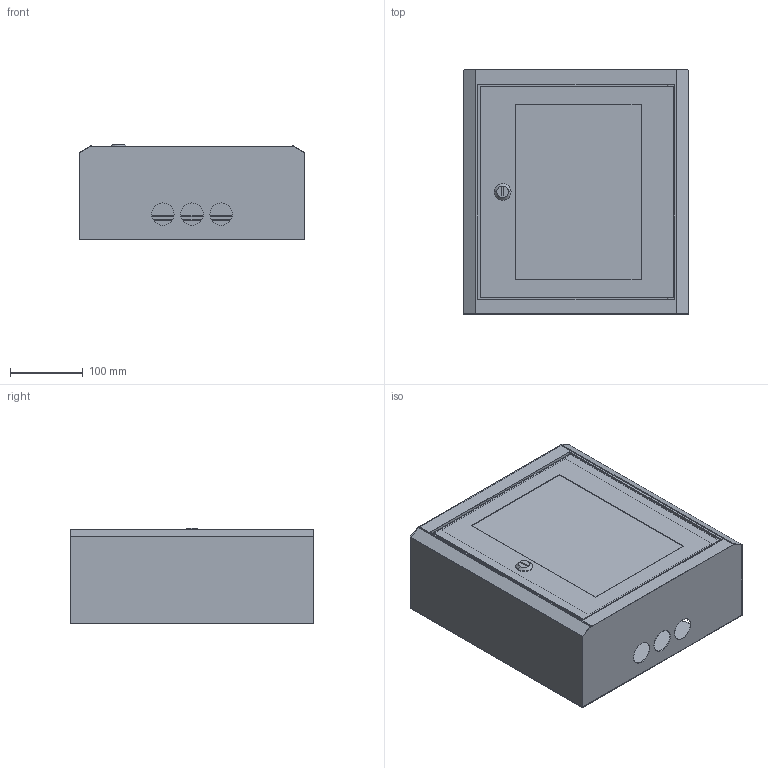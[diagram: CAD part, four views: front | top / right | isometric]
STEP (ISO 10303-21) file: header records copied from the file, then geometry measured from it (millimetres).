
FILE_DESCRIPTION (( 'STEP AP214' ), '1' );
FILE_NAME ('TITAN 5 ÙÐí-12 ñ ïð.äâ IP31.STEP', '2021-03-18T11:30:52', ( '' ), ( '' ), 'SwSTEP 2.0', 'SolidWorks 2017', '' );
FILE_SCHEMA (( 'AUTOMOTIVE_DESIGN' ));
Length unit declared in the file: millimetre
Products named in the file (11): Panel_ShRN-12; Dver_PRO_12; TITAN 5 ÙÐí-12 ñ ïð.äâ IP31; Panel_12; DIN-Reika_18 ｢箘ｬ箘｢; SC GOST 17473_gost_‚¨­â A.M5x10 ƒŽ‘’ 17473-80; Support; Stoika Shin_‘â®©ª  ¤«ï è¨­; Stoika pan; Klipsa; Obolochka_SHRN_PRO_12
Assembly tree (19 placements, depth 3):
  TITAN 5 ÙÐí-12 ñ ïð.äâ IP31
    Obolochka_SHRN_PRO_12
    Dver_PRO_12
    DIN-Reika_18 ｢箘ｬ箘｢
    Panel_12
      Panel_ShRN-12
      Klipsa  x4
      Stoika pan  x4
    SC GOST 17473_gost_‚¨­â A.M5x10 ƒŽ‘’ 17473-80  x2
    Stoika Shin_‘â®©ª  ¤«ï è¨­  x2
    Support  x2
Bounding box: 310 x 335 x 131 mm (x, y, z)
Volume: 857030.1 mm3; surface area: 1156527.3 mm2
Topology: 18 solids, 18 shells, 1326 faces, 3410 edges, 2128 vertices
Faces by surface type: plane 696, cylinder 312, bspline 146, torus 84, cone 44, sphere 44
Entity records: 22279 total; most frequent: CARTESIAN_POINT 5020, ORIENTED_EDGE 3510, DIRECTION 3422, EDGE_CURVE 1755, AXIS2_PLACEMENT_3D 1149, LINE 1124, VECTOR 1124, VERTEX_POINT 1121
